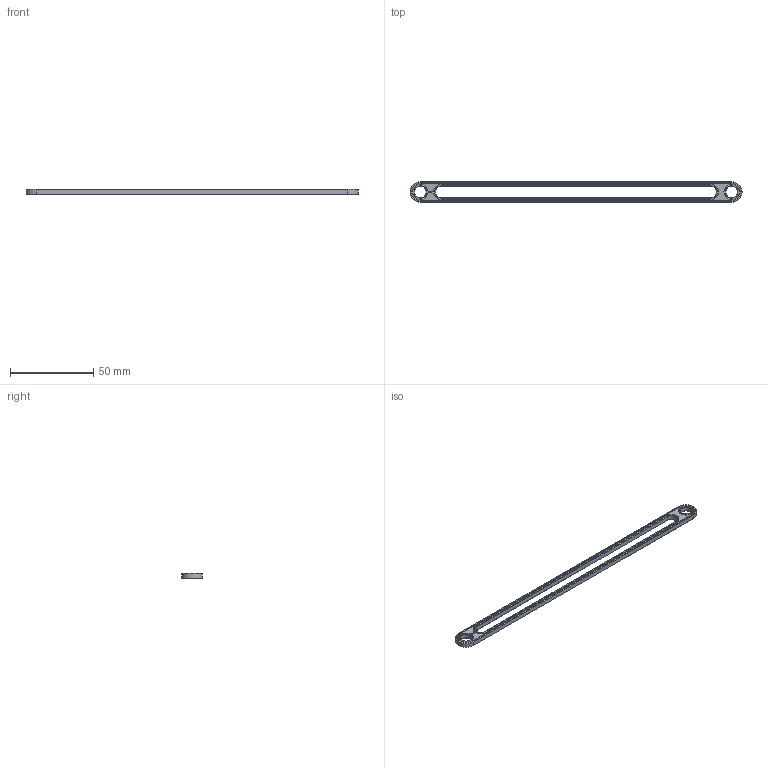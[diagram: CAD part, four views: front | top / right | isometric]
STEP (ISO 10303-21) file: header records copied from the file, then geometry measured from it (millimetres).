
FILE_DESCRIPTION(('FreeCAD Model'),'2;1');
FILE_NAME('Open CASCADE Shape Model','2021-03-08T23:44:32',( 'Paulo Kiefe'),('STEMFIE.org'),'Open CASCADE STEP processor 7.4', 'FreeCAD','Unknown');
FILE_SCHEMA(('AUTOMOTIVE_DESIGN { 1 0 10303 214 1 1 1 1 }'));
Length unit declared in the file: millimetre
Products named in the file (1): Brace_STR_SLT_CNT_ERR__BU16x01x00.25x14_-_SPN-BRC-0401_(stemfie.org)
Bounding box: 200 x 12.5 x 3.12 mm (x, y, z)
Volume: 3655.6 mm3; surface area: 4825.7 mm2
Topology: 1 solids, 1 shells, 531 faces, 1460 edges, 969 vertices
Faces by surface type: plane 341, extrusion 166, cone 12, cylinder 12
Full cylindrical faces by diameter (mm): 7 x2, 9.2 x2
Entity records: 36984 total; most frequent: CARTESIAN_POINT 9012, DIRECTION 4479, VECTOR 3640, LINE 3474, ORIENTED_EDGE 2920, PCURVE 2920, DEFINITIONAL_REPRESENTATION 2920, EDGE_CURVE 1460
